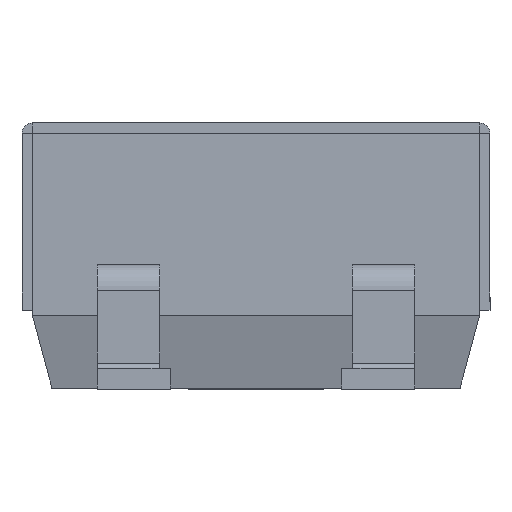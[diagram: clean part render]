
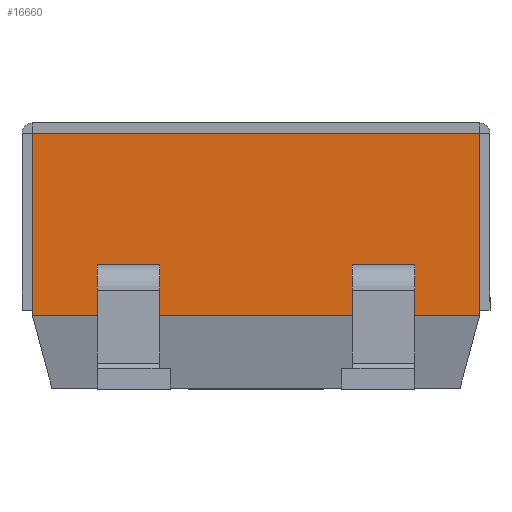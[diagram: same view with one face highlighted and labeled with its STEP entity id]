
A CAD part, front view. The second image highlights one B-rep face of the part: STEP entity #16660.
In plain terms, the highlighted planar face has unit normal (0, -1, 0).
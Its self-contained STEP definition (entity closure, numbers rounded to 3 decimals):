
#519 = CARTESIAN_POINT ( 'NONE',  ( 2.15, -2.25, -1.75 ) ) ;
#634 = EDGE_LOOP ( 'NONE', ( #10378, #4949, #13070, #15029 ) ) ;
#684 = DIRECTION ( 'NONE',  ( 1., 0., 0. ) ) ;
#1090 = DIRECTION ( 'NONE',  ( 1., 0., 0. ) ) ;
#1331 = CARTESIAN_POINT ( 'NONE',  ( -2.15, -2.25, 0. ) ) ;
#1430 = VECTOR ( 'NONE', #1090, 1000. ) ;
#1738 = CARTESIAN_POINT ( 'NONE',  ( -0.925, -2.25, -2.46 ) ) ;
#1792 = ORIENTED_EDGE ( 'NONE', *, *, #3222, .F. ) ;
#2040 = LINE ( 'NONE', #5794, #13871 ) ;
#2091 = EDGE_CURVE ( 'NONE', #16638, #11988, #5873, .T. ) ;
#2107 = CARTESIAN_POINT ( 'NONE',  ( 0.925, -2.25, -1.46 ) ) ;
#2368 = VECTOR ( 'NONE', #684, 1000. ) ;
#2894 = VECTOR ( 'NONE', #6493, 1000. ) ;
#2902 = FACE_BOUND ( 'NONE', #16280, .T. ) ;
#3133 = VECTOR ( 'NONE', #3886, 1000. ) ;
#3222 = EDGE_CURVE ( 'NONE', #8480, #14125, #15257, .T. ) ;
#3467 = ORIENTED_EDGE ( 'NONE', *, *, #4755, .T. ) ;
#3622 = EDGE_CURVE ( 'NONE', #14125, #14003, #9454, .T. ) ;
#3886 = DIRECTION ( 'NONE',  ( 1., 0., 0. ) ) ;
#4044 = CARTESIAN_POINT ( 'NONE',  ( -2.15, -2.25, -1.75 ) ) ;
#4178 = LINE ( 'NONE', #11998, #2894 ) ;
#4296 = PLANE ( 'NONE',  #7800 ) ;
#4755 = EDGE_CURVE ( 'NONE', #6585, #14924, #11561, .T. ) ;
#4795 = CARTESIAN_POINT ( 'NONE',  ( 1.525, -2.25, -1.26 ) ) ;
#4949 = ORIENTED_EDGE ( 'NONE', *, *, #12221, .T. ) ;
#5033 = CARTESIAN_POINT ( 'NONE',  ( -0.925, -2.25, -1.26 ) ) ;
#5084 = DIRECTION ( 'NONE',  ( 1., 0., 0. ) ) ;
#5534 = CARTESIAN_POINT ( 'NONE',  ( -0.925, -2.25, -1.46 ) ) ;
#5764 = CARTESIAN_POINT ( 'NONE',  ( -1.525, -2.25, -1.46 ) ) ;
#5778 = VERTEX_POINT ( 'NONE', #12732 ) ;
#5794 = CARTESIAN_POINT ( 'NONE',  ( -1.525, -2.25, -1.26 ) ) ;
#5796 = LINE ( 'NONE', #15027, #14417 ) ;
#5873 = LINE ( 'NONE', #519, #2368 ) ;
#6083 = CARTESIAN_POINT ( 'NONE',  ( 1.525, -2.25, -1.26 ) ) ;
#6153 = LINE ( 'NONE', #4795, #14468 ) ;
#6293 = CARTESIAN_POINT ( 'NONE',  ( -1.525, -2.25, -1.26 ) ) ;
#6304 = CARTESIAN_POINT ( 'NONE',  ( 0.925, -2.25, -2.46 ) ) ;
#6351 = DIRECTION ( 'NONE',  ( -1., 0., 0. ) ) ;
#6493 = DIRECTION ( 'NONE',  ( 0., 0., 1. ) ) ;
#6585 = VERTEX_POINT ( 'NONE', #2107 ) ;
#6680 = CARTESIAN_POINT ( 'NONE',  ( -2.15, -2.25, -2.45 ) ) ;
#7180 = CARTESIAN_POINT ( 'NONE',  ( 0.925, -2.25, -1.26 ) ) ;
#7297 = ORIENTED_EDGE ( 'NONE', *, *, #7581, .T. ) ;
#7581 = EDGE_CURVE ( 'NONE', #13302, #14003, #14391, .T. ) ;
#7800 = AXIS2_PLACEMENT_3D ( 'NONE', #11945, #14886, #8328 ) ;
#7886 = CARTESIAN_POINT ( 'NONE',  ( 2.15, -2.25, -1.75 ) ) ;
#7949 = EDGE_CURVE ( 'NONE', #17000, #6585, #5796, .T. ) ;
#8328 = DIRECTION ( 'NONE',  ( 0., 0., -1. ) ) ;
#8480 = VERTEX_POINT ( 'NONE', #5764 ) ;
#9454 = LINE ( 'NONE', #1738, #16568 ) ;
#9598 = VERTEX_POINT ( 'NONE', #13349 ) ;
#9613 = LINE ( 'NONE', #6680, #10529 ) ;
#10125 = DIRECTION ( 'NONE',  ( 0., 0., -1. ) ) ;
#10151 = ORIENTED_EDGE ( 'NONE', *, *, #12637, .F. ) ;
#10378 = ORIENTED_EDGE ( 'NONE', *, *, #2091, .T. ) ;
#10529 = VECTOR ( 'NONE', #13512, 1000. ) ;
#11045 = EDGE_CURVE ( 'NONE', #14621, #5778, #14493, .T. ) ;
#11561 = LINE ( 'NONE', #6304, #13151 ) ;
#11572 = EDGE_LOOP ( 'NONE', ( #11931, #1792, #16873, #7297 ) ) ;
#11931 = ORIENTED_EDGE ( 'NONE', *, *, #3622, .F. ) ;
#11945 = CARTESIAN_POINT ( 'NONE',  ( -2.15, -2.25, -2.45 ) ) ;
#11946 = ORIENTED_EDGE ( 'NONE', *, *, #7949, .T. ) ;
#11988 = VERTEX_POINT ( 'NONE', #7886 ) ;
#11998 = CARTESIAN_POINT ( 'NONE',  ( 2.15, -2.25, -2.45 ) ) ;
#12101 = DIRECTION ( 'NONE',  ( -1., 0., 0. ) ) ;
#12221 = EDGE_CURVE ( 'NONE', #11988, #5778, #4178, .T. ) ;
#12360 = CARTESIAN_POINT ( 'NONE',  ( 1.525, -2.25, -1.46 ) ) ;
#12637 = EDGE_CURVE ( 'NONE', #9598, #14924, #16334, .T. ) ;
#12732 = CARTESIAN_POINT ( 'NONE',  ( 2.15, -2.25, 0. ) ) ;
#13070 = ORIENTED_EDGE ( 'NONE', *, *, #11045, .F. ) ;
#13151 = VECTOR ( 'NONE', #16474, 1000. ) ;
#13241 = VECTOR ( 'NONE', #5084, 1000. ) ;
#13302 = VERTEX_POINT ( 'NONE', #15437 ) ;
#13349 = CARTESIAN_POINT ( 'NONE',  ( 1.525, -2.25, -1.26 ) ) ;
#13364 = VECTOR ( 'NONE', #6351, 1000. ) ;
#13512 = DIRECTION ( 'NONE',  ( 0., 0., 1. ) ) ;
#13765 = CARTESIAN_POINT ( 'NONE',  ( -2.15, -2.25, 0. ) ) ;
#13855 = EDGE_CURVE ( 'NONE', #9598, #17000, #6153, .T. ) ;
#13871 = VECTOR ( 'NONE', #16561, 1000. ) ;
#14003 = VERTEX_POINT ( 'NONE', #5033 ) ;
#14125 = VERTEX_POINT ( 'NONE', #5534 ) ;
#14318 = ORIENTED_EDGE ( 'NONE', *, *, #13855, .T. ) ;
#14391 = LINE ( 'NONE', #6293, #3133 ) ;
#14417 = VECTOR ( 'NONE', #12101, 1000. ) ;
#14468 = VECTOR ( 'NONE', #10125, 1000. ) ;
#14493 = LINE ( 'NONE', #1331, #1430 ) ;
#14536 = FACE_OUTER_BOUND ( 'NONE', #634, .T. ) ;
#14621 = VERTEX_POINT ( 'NONE', #13765 ) ;
#14797 = FACE_BOUND ( 'NONE', #11572, .T. ) ;
#14886 = DIRECTION ( 'NONE',  ( 0., -1., 0. ) ) ;
#14924 = VERTEX_POINT ( 'NONE', #7180 ) ;
#15027 = CARTESIAN_POINT ( 'NONE',  ( 1.525, -2.25, -1.46 ) ) ;
#15029 = ORIENTED_EDGE ( 'NONE', *, *, #16650, .F. ) ;
#15061 = DIRECTION ( 'NONE',  ( 0., 0., 1. ) ) ;
#15257 = LINE ( 'NONE', #16641, #13241 ) ;
#15437 = CARTESIAN_POINT ( 'NONE',  ( -1.525, -2.25, -1.26 ) ) ;
#16280 = EDGE_LOOP ( 'NONE', ( #11946, #3467, #10151, #14318 ) ) ;
#16334 = LINE ( 'NONE', #6083, #13364 ) ;
#16474 = DIRECTION ( 'NONE',  ( 0., 0., 1. ) ) ;
#16561 = DIRECTION ( 'NONE',  ( 0., 0., -1. ) ) ;
#16568 = VECTOR ( 'NONE', #15061, 1000. ) ;
#16638 = VERTEX_POINT ( 'NONE', #4044 ) ;
#16641 = CARTESIAN_POINT ( 'NONE',  ( -1.525, -2.25, -1.46 ) ) ;
#16650 = EDGE_CURVE ( 'NONE', #16638, #14621, #9613, .T. ) ;
#16660 = ADVANCED_FACE ( 'NONE', ( #14536, #14797, #2902 ), #4296, .T. ) ;
#16873 = ORIENTED_EDGE ( 'NONE', *, *, #16972, .F. ) ;
#16972 = EDGE_CURVE ( 'NONE', #13302, #8480, #2040, .T. ) ;
#17000 = VERTEX_POINT ( 'NONE', #12360 ) ;
